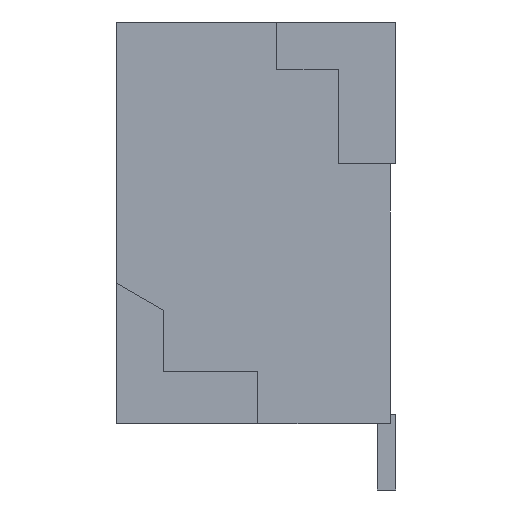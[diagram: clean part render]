
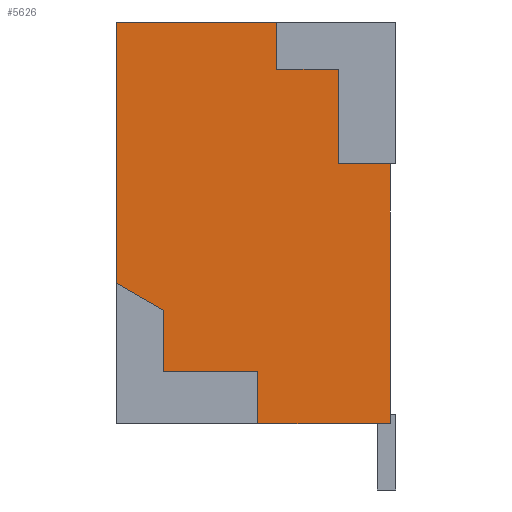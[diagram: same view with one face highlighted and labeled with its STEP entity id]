
A CAD part, left-side view. The second image highlights one B-rep face of the part: STEP entity #5626.
In plain terms, the highlighted planar face has unit normal (-1, 0, 0).
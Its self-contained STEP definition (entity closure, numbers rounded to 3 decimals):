
#137 = VERTEX_POINT ( 'NONE', #5644 ) ;
#248 = DIRECTION ( 'NONE',  ( 0., 0., -1. ) ) ;
#296 = VERTEX_POINT ( 'NONE', #2664 ) ;
#693 = VECTOR ( 'NONE', #2561, 1000. ) ;
#813 = DIRECTION ( 'NONE',  ( 0., -1., 0. ) ) ;
#884 = DIRECTION ( 'NONE',  ( 0., 0., 1. ) ) ;
#1069 = LINE ( 'NONE', #4124, #2029 ) ;
#1158 = VECTOR ( 'NONE', #1454, 1000. ) ;
#1245 = ORIENTED_EDGE ( 'NONE', *, *, #9400, .F. ) ;
#1286 = CARTESIAN_POINT ( 'NONE',  ( -7.5, 2.46, -0.925 ) ) ;
#1384 = VECTOR ( 'NONE', #4345, 1000. ) ;
#1446 = VERTEX_POINT ( 'NONE', #2608 ) ;
#1454 = DIRECTION ( 'NONE',  ( 0., 0., 1. ) ) ;
#1482 = VECTOR ( 'NONE', #813, 1000. ) ;
#1488 = VECTOR ( 'NONE', #9041, 1000. ) ;
#1633 = DIRECTION ( 'NONE',  ( 1., 0., 0. ) ) ;
#1875 = CARTESIAN_POINT ( 'NONE',  ( -7.5, 2.96, 2.125 ) ) ;
#1951 = ORIENTED_EDGE ( 'NONE', *, *, #9871, .T. ) ;
#1970 = VECTOR ( 'NONE', #248, 1000. ) ;
#2029 = VECTOR ( 'NONE', #7162, 1000. ) ;
#2063 = LINE ( 'NONE', #5102, #7857 ) ;
#2235 = CARTESIAN_POINT ( 'NONE',  ( -7.5, 1.46, -1.575 ) ) ;
#2261 = VERTEX_POINT ( 'NONE', #3208 ) ;
#2310 = EDGE_CURVE ( 'NONE', #9069, #7249, #6343, .T. ) ;
#2372 = ORIENTED_EDGE ( 'NONE', *, *, #8194, .T. ) ;
#2375 = VERTEX_POINT ( 'NONE', #2657 ) ;
#2409 = FACE_OUTER_BOUND ( 'NONE', #6408, .T. ) ;
#2424 = LINE ( 'NONE', #5461, #6081 ) ;
#2430 = DIRECTION ( 'NONE',  ( 0., -1., 0. ) ) ;
#2561 = DIRECTION ( 'NONE',  ( 0., 0., -1. ) ) ;
#2608 = CARTESIAN_POINT ( 'NONE',  ( -7.5, 0.61, 0.625 ) ) ;
#2640 = ORIENTED_EDGE ( 'NONE', *, *, #3794, .T. ) ;
#2657 = CARTESIAN_POINT ( 'NONE',  ( -7.5, 2.46, -0.925 ) ) ;
#2664 = CARTESIAN_POINT ( 'NONE',  ( -7.5, 1.26, 2.125 ) ) ;
#2934 = VECTOR ( 'NONE', #884, 1000. ) ;
#3010 = LINE ( 'NONE', #6051, #1488 ) ;
#3040 = LINE ( 'NONE', #6084, #5165 ) ;
#3099 = EDGE_CURVE ( 'NONE', #4176, #296, #1069, .T. ) ;
#3184 = AXIS2_PLACEMENT_3D ( 'NONE', #8442, #1633, #4691 ) ;
#3208 = CARTESIAN_POINT ( 'NONE',  ( -7.5, 2.46, -1.575 ) ) ;
#3216 = ORIENTED_EDGE ( 'NONE', *, *, #2310, .T. ) ;
#3232 = ORIENTED_EDGE ( 'NONE', *, *, #8626, .T. ) ;
#3794 = EDGE_CURVE ( 'NONE', #8114, #2375, #8111, .T. ) ;
#4080 = LINE ( 'NONE', #7120, #1970 ) ;
#4124 = CARTESIAN_POINT ( 'NONE',  ( -7.5, 1.26, 2.125 ) ) ;
#4176 = VERTEX_POINT ( 'NONE', #5477 ) ;
#4345 = DIRECTION ( 'NONE',  ( 0., -0.866, -0.5 ) ) ;
#4447 = VERTEX_POINT ( 'NONE', #7631 ) ;
#4457 = VERTEX_POINT ( 'NONE', #4709 ) ;
#4596 = LINE ( 'NONE', #7628, #1482 ) ;
#4673 = LINE ( 'NONE', #7697, #2934 ) ;
#4691 = DIRECTION ( 'NONE',  ( 0., 0., -1. ) ) ;
#4699 = VERTEX_POINT ( 'NONE', #1875 ) ;
#4709 = CARTESIAN_POINT ( 'NONE',  ( -7.5, 0.61, 1.625 ) ) ;
#5102 = CARTESIAN_POINT ( 'NONE',  ( -7.5, 2.96, -2.125 ) ) ;
#5165 = VECTOR ( 'NONE', #9074, 1000. ) ;
#5272 = LINE ( 'NONE', #8271, #1158 ) ;
#5443 = PLANE ( 'NONE',  #3184 ) ;
#5461 = CARTESIAN_POINT ( 'NONE',  ( -7.5, 0.61, 0.625 ) ) ;
#5477 = CARTESIAN_POINT ( 'NONE',  ( -7.5, 1.26, 1.625 ) ) ;
#5626 = ADVANCED_FACE ( 'NONE', ( #2409 ), #5443, .F. ) ;
#5644 = CARTESIAN_POINT ( 'NONE',  ( -7.5, 0.06, -2.125 ) ) ;
#5719 = ORIENTED_EDGE ( 'NONE', *, *, #8138, .T. ) ;
#5761 = CARTESIAN_POINT ( 'NONE',  ( -7.5, 1.46, -2.125 ) ) ;
#5790 = EDGE_CURVE ( 'NONE', #2261, #9069, #6216, .T. ) ;
#6051 = CARTESIAN_POINT ( 'NONE',  ( -7.5, 1.26, 1.625 ) ) ;
#6081 = VECTOR ( 'NONE', #8459, 1000. ) ;
#6084 = CARTESIAN_POINT ( 'NONE',  ( -7.5, 0.06, 2.125 ) ) ;
#6159 = ORIENTED_EDGE ( 'NONE', *, *, #9683, .F. ) ;
#6206 = VECTOR ( 'NONE', #2430, 1000. ) ;
#6216 = LINE ( 'NONE', #9220, #6206 ) ;
#6343 = LINE ( 'NONE', #9355, #693 ) ;
#6408 = EDGE_LOOP ( 'NONE', ( #7049, #2372, #1951, #7093, #6159, #1245, #2640, #7717, #8999, #3216, #3232, #5719 ) ) ;
#6851 = EDGE_CURVE ( 'NONE', #4447, #1446, #2424, .T. ) ;
#7049 = ORIENTED_EDGE ( 'NONE', *, *, #6851, .T. ) ;
#7093 = ORIENTED_EDGE ( 'NONE', *, *, #3099, .T. ) ;
#7120 = CARTESIAN_POINT ( 'NONE',  ( -7.5, 2.46, -1.575 ) ) ;
#7162 = DIRECTION ( 'NONE',  ( 0., 0., 1. ) ) ;
#7249 = VERTEX_POINT ( 'NONE', #5761 ) ;
#7628 = CARTESIAN_POINT ( 'NONE',  ( -7.5, 2.96, 2.125 ) ) ;
#7631 = CARTESIAN_POINT ( 'NONE',  ( -7.5, 0.06, 0.625 ) ) ;
#7697 = CARTESIAN_POINT ( 'NONE',  ( -7.5, 0.61, 1.625 ) ) ;
#7717 = ORIENTED_EDGE ( 'NONE', *, *, #8238, .T. ) ;
#7857 = VECTOR ( 'NONE', #8107, 1000. ) ;
#8107 = DIRECTION ( 'NONE',  ( 0., -1., 0. ) ) ;
#8111 = LINE ( 'NONE', #1286, #1384 ) ;
#8114 = VERTEX_POINT ( 'NONE', #9769 ) ;
#8138 = EDGE_CURVE ( 'NONE', #137, #4447, #3040, .T. ) ;
#8194 = EDGE_CURVE ( 'NONE', #1446, #4457, #4673, .T. ) ;
#8238 = EDGE_CURVE ( 'NONE', #2375, #2261, #4080, .T. ) ;
#8271 = CARTESIAN_POINT ( 'NONE',  ( -7.5, 2.96, 2.125 ) ) ;
#8442 = CARTESIAN_POINT ( 'NONE',  ( -7.5, 2.96, 2.125 ) ) ;
#8459 = DIRECTION ( 'NONE',  ( 0., 1., 0. ) ) ;
#8626 = EDGE_CURVE ( 'NONE', #7249, #137, #2063, .T. ) ;
#8999 = ORIENTED_EDGE ( 'NONE', *, *, #5790, .T. ) ;
#9041 = DIRECTION ( 'NONE',  ( 0., 1., 0. ) ) ;
#9069 = VERTEX_POINT ( 'NONE', #2235 ) ;
#9074 = DIRECTION ( 'NONE',  ( 0., 0., 1. ) ) ;
#9220 = CARTESIAN_POINT ( 'NONE',  ( -7.5, 1.46, -1.575 ) ) ;
#9355 = CARTESIAN_POINT ( 'NONE',  ( -7.5, 1.46, -2.125 ) ) ;
#9400 = EDGE_CURVE ( 'NONE', #8114, #4699, #5272, .T. ) ;
#9683 = EDGE_CURVE ( 'NONE', #4699, #296, #4596, .T. ) ;
#9769 = CARTESIAN_POINT ( 'NONE',  ( -7.5, 2.96, -0.636 ) ) ;
#9871 = EDGE_CURVE ( 'NONE', #4457, #4176, #3010, .T. ) ;
